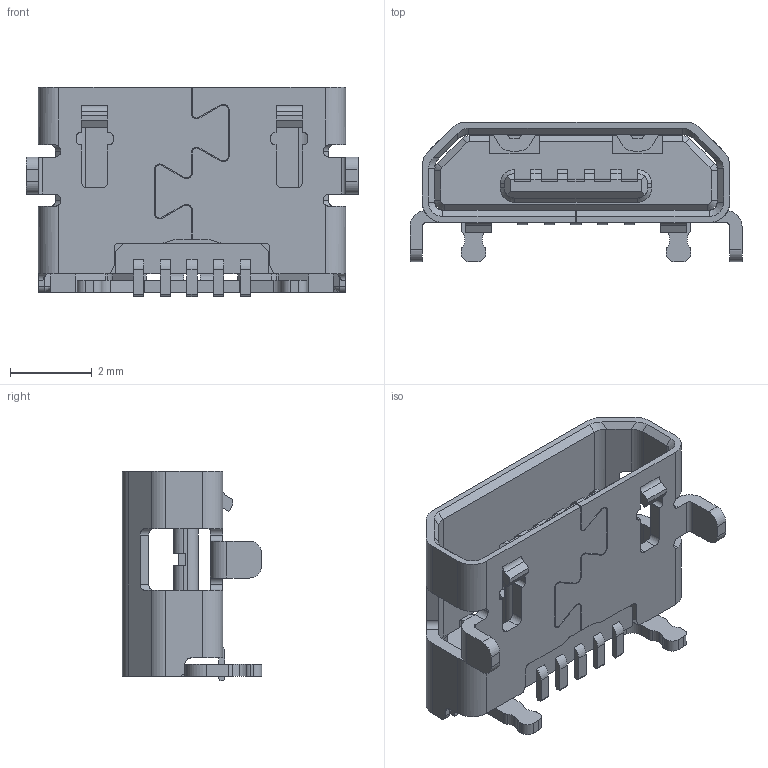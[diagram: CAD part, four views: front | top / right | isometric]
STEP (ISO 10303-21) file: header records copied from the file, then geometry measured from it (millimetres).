
FILE_DESCRIPTION(('CoCreate Modeling STEP Export'),'2;1');
FILE_NAME('010101040-196 MICRO USB 5P反向全插式无翻边(5.0).stp','2015-07-08T14:32:50',(''),(''),'CoCreate Modeling STEP processor for AP214 (Solid Model)','CoCreate Modeling 16.00 13-May-2008 (C) Parametric Technology GmbH','');
FILE_SCHEMA(('AUTOMOTIVE_DESIGN { 1 0 10303 214 1 1 1 1 }'));
Length unit declared in the file: millimetre
Products named in the file (6): TCL4DIPHOUSING20120727; TCL4DIP20120727_ASM; AA0B010-026.stp; 010101010-043_反向全插式_四面无翻边
.stp; 010101010-196_MICRO_USB_5P反向全插式无翻边(5.0)
.stp; 010101040-196_MICRO_USB_5P反向全插式无翻边(5.0)
.stp
Assembly tree (5 placements, depth 6):
  010101040-196_MICRO_USB_5P反向全插式无翻边(5.0)
.stp
    010101010-196_MICRO_USB_5P反向全插式无翻边(5.0)
.stp
      010101010-043_反向全插式_四面无翻边
.stp
        AA0B010-026.stp
          TCL4DIP20120727_ASM
            TCL4DIPHOUSING20120727
Bounding box: 8.1 x 3.4 x 5.1 mm (x, y, z)
Volume: 41 mm3; surface area: 262.2 mm2
Topology: 1 solids, 1 shells, 641 faces, 1847 edges, 1182 vertices
Faces by surface type: plane 430, cylinder 188, cone 23
Entity records: 20734 total; most frequent: CARTESIAN_POINT 3805, ORIENTED_EDGE 3714, DIRECTION 3344, EDGE_CURVE 1847, VECTOR 1398, LINE 1398, VERTEX_POINT 1182, AXIS2_PLACEMENT_3D 973
